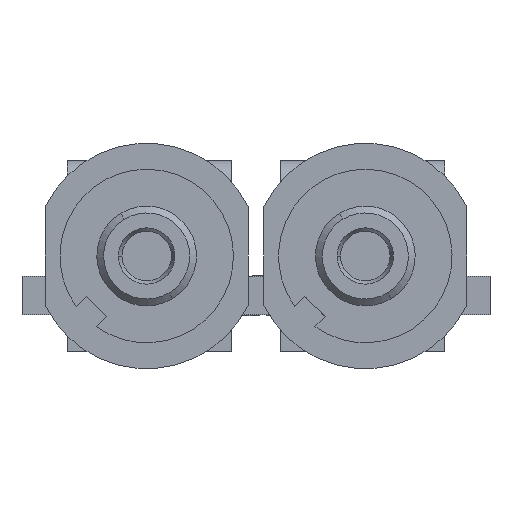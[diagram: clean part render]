
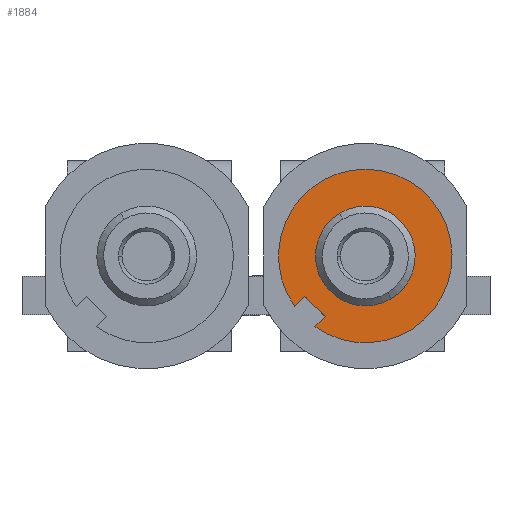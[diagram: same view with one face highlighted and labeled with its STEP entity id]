
A CAD part, left-side view. The second image highlights one B-rep face of the part: STEP entity #1884.
In plain terms, the highlighted planar face has unit normal (-1, 0, 0).
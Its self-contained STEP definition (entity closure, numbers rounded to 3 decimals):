
#1386=CARTESIAN_POINT('',(-31.4,-3.9,5.881));
#1387=VERTEX_POINT('',#1386);
#1394=CARTESIAN_POINT('',(-31.4,-2.5,3.319));
#1395=VERTEX_POINT('',#1394);
#1396=CARTESIAN_POINT('',(-31.4,-3.2,4.6));
#1397=DIRECTION('',(1.0,0.0,0.0));
#1398=DIRECTION('',(0.0,-1.0,0.0));
#1399=AXIS2_PLACEMENT_3D('',#1396,#1397,#1398);
#1400=CIRCLE('',#1399,1.46);
#1401=EDGE_CURVE('',#1395,#1387,#1400,.T.);
#1807=CARTESIAN_POINT('',(-31.4,-1.132,3.125));
#1808=VERTEX_POINT('',#1807);
#1809=CARTESIAN_POINT('',(-31.4,-1.725,2.532));
#1810=VERTEX_POINT('',#1809);
#1811=CARTESIAN_POINT('',(-31.4,-3.2,4.6));
#1812=DIRECTION('',(1.0,0.0,0.0));
#1813=DIRECTION('',(0.0,-1.0,0.0));
#1814=AXIS2_PLACEMENT_3D('',#1811,#1812,#1813);
#1815=CIRCLE('',#1814,2.54);
#1816=EDGE_CURVE('',#1808,#1810,#1815,.T.);
#1844=CARTESIAN_POINT('',(-31.4,-0.407,7.39));
#1845=DIRECTION('',(1.0,0.0,0.0));
#1846=DIRECTION('',(0.0,0.0,1.0));
#1847=AXIS2_PLACEMENT_3D('',#1844,#1845,#1846);
#1848=PLANE('',#1847);
#1849=CARTESIAN_POINT('',(-31.4,-1.431,3.423));
#1850=VERTEX_POINT('',#1849);
#1851=CARTESIAN_POINT('',(-31.4,-1.132,3.125));
#1852=DIRECTION('',(0.0,-0.707,0.707));
#1853=VECTOR('',#1852,0.422);
#1854=LINE('',#1851,#1853);
#1855=EDGE_CURVE('',#1850,#1808,#1854,.F.);
#1856=ORIENTED_EDGE('',*,*,#1855,.F.);
#1857=CARTESIAN_POINT('',(-31.4,-2.023,2.831));
#1858=VERTEX_POINT('',#1857);
#1859=CARTESIAN_POINT('',(-31.4,-1.431,3.423));
#1860=DIRECTION('',(0.0,-0.707,-0.707));
#1861=VECTOR('',#1860,0.838);
#1862=LINE('',#1859,#1861);
#1863=EDGE_CURVE('',#1858,#1850,#1862,.F.);
#1864=ORIENTED_EDGE('',*,*,#1863,.F.);
#1865=CARTESIAN_POINT('',(-31.4,-2.023,2.831));
#1866=DIRECTION('',(0.0,0.707,-0.707));
#1867=VECTOR('',#1866,0.422);
#1868=LINE('',#1865,#1867);
#1869=EDGE_CURVE('',#1810,#1858,#1868,.F.);
#1870=ORIENTED_EDGE('',*,*,#1869,.F.);
#1871=ORIENTED_EDGE('',*,*,#1816,.F.);
#1872=EDGE_LOOP('',(#1856,#1864,#1870,#1871));
#1873=FACE_OUTER_BOUND('',#1872,.T.);
#1874=CARTESIAN_POINT('',(-31.4,-3.2,4.6));
#1875=DIRECTION('',(1.0,0.0,0.0));
#1876=DIRECTION('',(0.0,-1.0,0.0));
#1877=AXIS2_PLACEMENT_3D('',#1874,#1875,#1876);
#1878=CIRCLE('',#1877,1.46);
#1879=EDGE_CURVE('',#1387,#1395,#1878,.T.);
#1880=ORIENTED_EDGE('',*,*,#1879,.T.);
#1881=ORIENTED_EDGE('',*,*,#1401,.T.);
#1882=EDGE_LOOP('',(#1880,#1881));
#1883=FACE_BOUND('',#1882,.T.);
#1884=ADVANCED_FACE('',(#1873,#1883),#1848,.F.);
